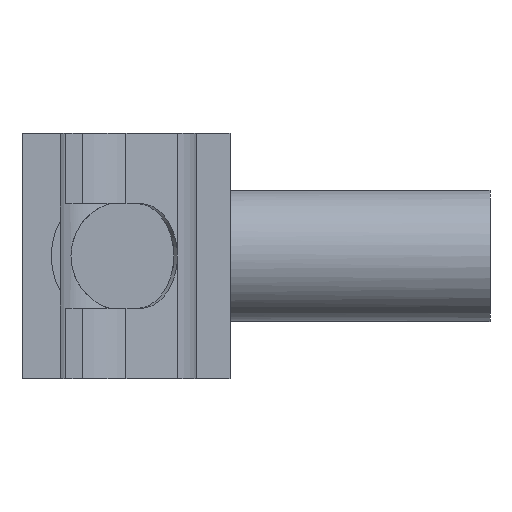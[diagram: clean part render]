
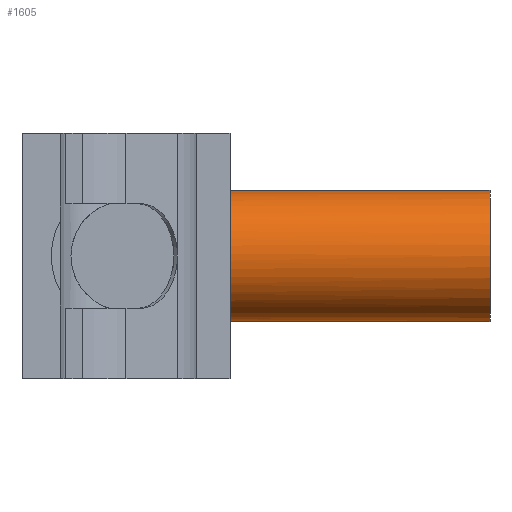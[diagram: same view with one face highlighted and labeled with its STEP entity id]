
A CAD part, front view. The second image highlights one B-rep face of the part: STEP entity #1605.
In plain terms, the highlighted cylindrical face has radius 31.5 mm (diameter 63 mm), a full revolution.
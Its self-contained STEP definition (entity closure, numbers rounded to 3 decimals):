
#311=FACE_BOUND('',#501,.T.);
#345=B_SPLINE_CURVE_WITH_KNOTS('',3,(#2633,#2634,#2635,#2636,#2637,#2638,
#2639,#2640,#2641,#2642,#2643,#2644,#2645,#2646,#2647,#2648,#2649,#2650,
#2651,#2652,#2653,#2654,#2655,#2656,#2657,#2658,#2659,#2660,#2661,#2662,
#2663,#2664,#2665,#2666,#2667,#2668,#2669,#2670,#2671,#2672,#2673,#2674,
#2675,#2676,#2677,#2678,#2679,#2680,#2681,#2682,#2683,#2684,#2685,#2686,
#2687,#2688,#2689,#2690,#2691,#2692,#2693,#2694,#2695,#2696,#2697,#2698,
#2699,#2700,#2701,#2702,#2703,#2704,#2705,#2706,#2707,#2708,#2709,#2710,
#2711,#2712,#2713,#2714,#2715,#2716,#2717,#2718,#2719,#2720,#2721,#2722),
 .UNSPECIFIED.,.T.,.F.,(4,2,2,2,2,2,2,2,2,2,2,2,2,2,2,2,2,2,2,2,2,2,2,2,
2,2,2,2,2,2,2,2,2,2,2,2,2,2,2,2,2,2,2,2,4),(0.,0.197,0.395,
0.79,1.184,1.579,2.369,3.158,
3.807,4.456,5.104,5.753,6.401,
7.05,7.699,8.347,9.137,9.926,
10.321,10.716,11.111,11.308,11.506,
11.703,11.9,12.295,12.69,13.085,
13.874,14.664,15.312,15.961,16.61,
17.258,17.907,18.556,19.204,19.853,
20.642,21.432,21.827,22.221,22.616,
22.814,23.011),.UNSPECIFIED.);
#356=CYLINDRICAL_SURFACE('',#1718,31.5);
#391=FACE_OUTER_BOUND('',#500,.T.);
#500=EDGE_LOOP('',(#1098));
#501=EDGE_LOOP('',(#1099));
#635=CIRCLE('',#1719,31.5);
#715=VERTEX_POINT('',#2630);
#716=VERTEX_POINT('',#2632);
#870=EDGE_CURVE('',#715,#715,#635,.T.);
#871=EDGE_CURVE('',#716,#716,#345,.T.);
#1098=ORIENTED_EDGE('',*,*,#870,.F.);
#1099=ORIENTED_EDGE('',*,*,#871,.F.);
#1605=ADVANCED_FACE('',(#391,#311),#356,.T.);
#1718=AXIS2_PLACEMENT_3D('',#2629,#1908,#1909);
#1719=AXIS2_PLACEMENT_3D('',#2631,#1910,#1911);
#1908=DIRECTION('center_axis',(1.,0.,0.));
#1909=DIRECTION('ref_axis',(0.,1.,0.));
#1910=DIRECTION('center_axis',(1.,0.,0.));
#1911=DIRECTION('ref_axis',(0.,0.,-1.));
#2629=CARTESIAN_POINT('Origin',(87.5,95.5,0.));
#2630=CARTESIAN_POINT('',(175.,127.,0.));
#2631=CARTESIAN_POINT('Origin',(175.,95.5,0.));
#2632=CARTESIAN_POINT('',(6.331,95.5,-31.5));
#2633=CARTESIAN_POINT('Ctrl Pts',(6.331,95.5,-31.5));
#2634=CARTESIAN_POINT('Ctrl Pts',(6.331,94.842,-31.5));
#2635=CARTESIAN_POINT('Ctrl Pts',(6.432,94.246,-31.48));
#2636=CARTESIAN_POINT('Ctrl Pts',(6.741,93.125,-31.415));
#2637=CARTESIAN_POINT('Ctrl Pts',(6.949,92.601,-31.37));
#2638=CARTESIAN_POINT('Ctrl Pts',(7.669,91.081,-31.205));
#2639=CARTESIAN_POINT('Ctrl Pts',(8.27,90.139,-31.055));
#2640=CARTESIAN_POINT('Ctrl Pts',(9.593,88.263,-30.672));
#2641=CARTESIAN_POINT('Ctrl Pts',(10.314,87.341,-30.44));
#2642=CARTESIAN_POINT('Ctrl Pts',(11.826,85.498,-29.885));
#2643=CARTESIAN_POINT('Ctrl Pts',(12.618,84.577,-29.562));
#2644=CARTESIAN_POINT('Ctrl Pts',(15.061,81.807,-28.438));
#2645=CARTESIAN_POINT('Ctrl Pts',(16.759,79.971,-27.487));
#2646=CARTESIAN_POINT('Ctrl Pts',(20.066,76.449,-25.174));
#2647=CARTESIAN_POINT('Ctrl Pts',(21.676,74.765,-23.813));
#2648=CARTESIAN_POINT('Ctrl Pts',(24.372,71.962,-21.01));
#2649=CARTESIAN_POINT('Ctrl Pts',(25.57,70.724,-19.553));
#2650=CARTESIAN_POINT('Ctrl Pts',(27.759,68.471,-16.297));
#2651=CARTESIAN_POINT('Ctrl Pts',(28.75,67.455,-14.497));
#2652=CARTESIAN_POINT('Ctrl Pts',(30.388,65.778,-10.644));
#2653=CARTESIAN_POINT('Ctrl Pts',(31.037,65.115,-8.586));
#2654=CARTESIAN_POINT('Ctrl Pts',(31.908,64.226,-4.345));
#2655=CARTESIAN_POINT('Ctrl Pts',(32.13,64.,-2.162));
#2656=CARTESIAN_POINT('Ctrl Pts',(32.13,64.,2.162));
#2657=CARTESIAN_POINT('Ctrl Pts',(31.908,64.226,4.345));
#2658=CARTESIAN_POINT('Ctrl Pts',(31.037,65.115,8.586));
#2659=CARTESIAN_POINT('Ctrl Pts',(30.388,65.778,10.644));
#2660=CARTESIAN_POINT('Ctrl Pts',(28.75,67.455,14.497));
#2661=CARTESIAN_POINT('Ctrl Pts',(27.759,68.471,16.297));
#2662=CARTESIAN_POINT('Ctrl Pts',(25.57,70.724,19.553));
#2663=CARTESIAN_POINT('Ctrl Pts',(24.372,71.962,21.01));
#2664=CARTESIAN_POINT('Ctrl Pts',(21.676,74.765,23.813));
#2665=CARTESIAN_POINT('Ctrl Pts',(20.066,76.449,25.174));
#2666=CARTESIAN_POINT('Ctrl Pts',(16.759,79.971,27.487));
#2667=CARTESIAN_POINT('Ctrl Pts',(15.061,81.807,28.438));
#2668=CARTESIAN_POINT('Ctrl Pts',(12.618,84.577,29.562));
#2669=CARTESIAN_POINT('Ctrl Pts',(11.826,85.498,29.885));
#2670=CARTESIAN_POINT('Ctrl Pts',(10.314,87.341,30.44));
#2671=CARTESIAN_POINT('Ctrl Pts',(9.593,88.263,30.672));
#2672=CARTESIAN_POINT('Ctrl Pts',(8.27,90.139,31.055));
#2673=CARTESIAN_POINT('Ctrl Pts',(7.669,91.081,31.205));
#2674=CARTESIAN_POINT('Ctrl Pts',(6.949,92.601,31.37));
#2675=CARTESIAN_POINT('Ctrl Pts',(6.741,93.125,31.415));
#2676=CARTESIAN_POINT('Ctrl Pts',(6.432,94.246,31.48));
#2677=CARTESIAN_POINT('Ctrl Pts',(6.331,94.842,31.5));
#2678=CARTESIAN_POINT('Ctrl Pts',(6.331,96.158,31.5));
#2679=CARTESIAN_POINT('Ctrl Pts',(6.432,96.754,31.48));
#2680=CARTESIAN_POINT('Ctrl Pts',(6.741,97.875,31.415));
#2681=CARTESIAN_POINT('Ctrl Pts',(6.949,98.399,31.37));
#2682=CARTESIAN_POINT('Ctrl Pts',(7.669,99.919,31.205));
#2683=CARTESIAN_POINT('Ctrl Pts',(8.27,100.861,31.055));
#2684=CARTESIAN_POINT('Ctrl Pts',(9.593,102.737,30.672));
#2685=CARTESIAN_POINT('Ctrl Pts',(10.314,103.659,30.44));
#2686=CARTESIAN_POINT('Ctrl Pts',(11.826,105.502,29.885));
#2687=CARTESIAN_POINT('Ctrl Pts',(12.618,106.423,29.562));
#2688=CARTESIAN_POINT('Ctrl Pts',(15.061,109.193,28.438));
#2689=CARTESIAN_POINT('Ctrl Pts',(16.759,111.029,27.487));
#2690=CARTESIAN_POINT('Ctrl Pts',(20.066,114.551,25.174));
#2691=CARTESIAN_POINT('Ctrl Pts',(21.676,116.235,23.813));
#2692=CARTESIAN_POINT('Ctrl Pts',(24.372,119.038,21.01));
#2693=CARTESIAN_POINT('Ctrl Pts',(25.57,120.276,19.553));
#2694=CARTESIAN_POINT('Ctrl Pts',(27.759,122.529,16.297));
#2695=CARTESIAN_POINT('Ctrl Pts',(28.75,123.545,14.497));
#2696=CARTESIAN_POINT('Ctrl Pts',(30.388,125.222,10.644));
#2697=CARTESIAN_POINT('Ctrl Pts',(31.037,125.885,8.586));
#2698=CARTESIAN_POINT('Ctrl Pts',(31.908,126.774,4.345));
#2699=CARTESIAN_POINT('Ctrl Pts',(32.13,127.,2.162));
#2700=CARTESIAN_POINT('Ctrl Pts',(32.13,127.,-2.162));
#2701=CARTESIAN_POINT('Ctrl Pts',(31.908,126.774,-4.345));
#2702=CARTESIAN_POINT('Ctrl Pts',(31.037,125.885,-8.586));
#2703=CARTESIAN_POINT('Ctrl Pts',(30.388,125.222,-10.644));
#2704=CARTESIAN_POINT('Ctrl Pts',(28.75,123.545,-14.497));
#2705=CARTESIAN_POINT('Ctrl Pts',(27.759,122.529,-16.297));
#2706=CARTESIAN_POINT('Ctrl Pts',(25.57,120.276,-19.553));
#2707=CARTESIAN_POINT('Ctrl Pts',(24.372,119.038,-21.01));
#2708=CARTESIAN_POINT('Ctrl Pts',(21.676,116.235,-23.813));
#2709=CARTESIAN_POINT('Ctrl Pts',(20.066,114.551,-25.174));
#2710=CARTESIAN_POINT('Ctrl Pts',(16.759,111.029,-27.487));
#2711=CARTESIAN_POINT('Ctrl Pts',(15.061,109.193,-28.438));
#2712=CARTESIAN_POINT('Ctrl Pts',(12.618,106.423,-29.562));
#2713=CARTESIAN_POINT('Ctrl Pts',(11.826,105.502,-29.885));
#2714=CARTESIAN_POINT('Ctrl Pts',(10.314,103.659,-30.44));
#2715=CARTESIAN_POINT('Ctrl Pts',(9.593,102.737,-30.672));
#2716=CARTESIAN_POINT('Ctrl Pts',(8.27,100.861,-31.055));
#2717=CARTESIAN_POINT('Ctrl Pts',(7.669,99.919,-31.205));
#2718=CARTESIAN_POINT('Ctrl Pts',(6.949,98.399,-31.37));
#2719=CARTESIAN_POINT('Ctrl Pts',(6.741,97.875,-31.415));
#2720=CARTESIAN_POINT('Ctrl Pts',(6.432,96.754,-31.48));
#2721=CARTESIAN_POINT('Ctrl Pts',(6.331,96.158,-31.5));
#2722=CARTESIAN_POINT('Ctrl Pts',(6.331,95.5,-31.5));
